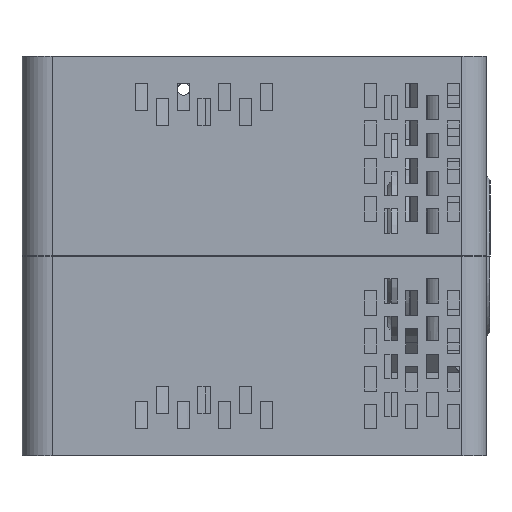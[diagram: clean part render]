
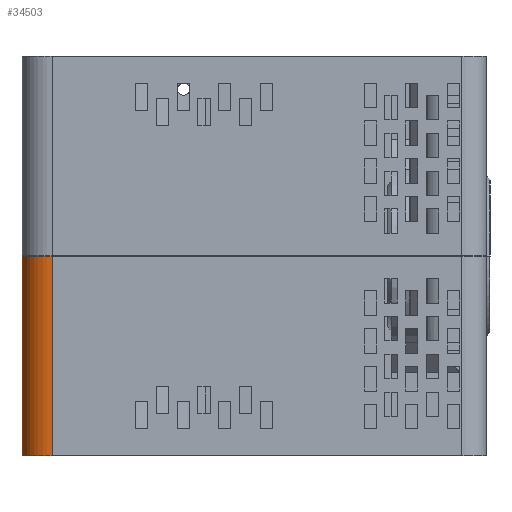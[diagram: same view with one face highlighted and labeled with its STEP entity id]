
A CAD part, left-side view. The second image highlights one B-rep face of the part: STEP entity #34503.
In plain terms, the highlighted cylindrical face has radius 5 mm (diameter 10 mm), a partial arc.
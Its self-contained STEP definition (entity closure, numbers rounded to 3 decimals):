
#2630=FACE_OUTER_BOUND('',#4595,.T.);
#4595=EDGE_LOOP('',(#26015,#26016,#26017,#26018));
#6517=CIRCLE('',#36224,5.);
#6526=CIRCLE('',#36236,5.);
#7990=LINE('',#49838,#12484);
#8147=LINE('',#50189,#12641);
#12484=VECTOR('',#39455,32.7);
#12641=VECTOR('',#39732,32.7);
#16638=VERTEX_POINT('',#48004);
#16639=VERTEX_POINT('',#48006);
#16826=VERTEX_POINT('',#49453);
#16827=VERTEX_POINT('',#49455);
#20078=EDGE_CURVE('',#16638,#16639,#6517,.T.);
#20274=EDGE_CURVE('',#16827,#16826,#6526,.T.);
#20467=EDGE_CURVE('',#16638,#16827,#7990,.T.);
#20639=EDGE_CURVE('',#16639,#16826,#8147,.T.);
#26015=ORIENTED_EDGE('',*,*,#20078,.F.);
#26016=ORIENTED_EDGE('',*,*,#20467,.T.);
#26017=ORIENTED_EDGE('',*,*,#20274,.T.);
#26018=ORIENTED_EDGE('',*,*,#20639,.F.);
#34308=CYLINDRICAL_SURFACE('',#36310,5.);
#34503=ADVANCED_FACE('',(#2630),#34308,.T.);
#36224=AXIS2_PLACEMENT_3D('',#48007,#39104,#39105);
#36236=AXIS2_PLACEMENT_3D('',#49456,#39238,#39239);
#36310=AXIS2_PLACEMENT_3D('',#50188,#39730,#39731);
#39104=DIRECTION('center_axis',(0.,0.,-1.));
#39105=DIRECTION('ref_axis',(-1.,0.,0.));
#39238=DIRECTION('center_axis',(0.,0.,-1.));
#39239=DIRECTION('ref_axis',(-1.,0.,0.));
#39455=DIRECTION('',(0.,0.,1.));
#39730=DIRECTION('center_axis',(0.,0.,1.));
#39731=DIRECTION('ref_axis',(-1.,0.,0.));
#39732=DIRECTION('',(0.,0.,1.));
#48004=CARTESIAN_POINT('',(-49.188,71.,-32.745));
#48006=CARTESIAN_POINT('',(-39.839,73.467,-32.745));
#48007=CARTESIAN_POINT('Origin',(-44.188,71.,-32.745));
#49453=CARTESIAN_POINT('',(-39.839,73.467,-0.045));
#49455=CARTESIAN_POINT('',(-49.188,71.,-0.045));
#49456=CARTESIAN_POINT('Origin',(-44.188,71.,-0.045));
#49838=CARTESIAN_POINT('',(-49.188,71.,-32.745));
#50188=CARTESIAN_POINT('Origin',(-44.188,71.,-32.745));
#50189=CARTESIAN_POINT('',(-39.839,73.467,-32.745));
